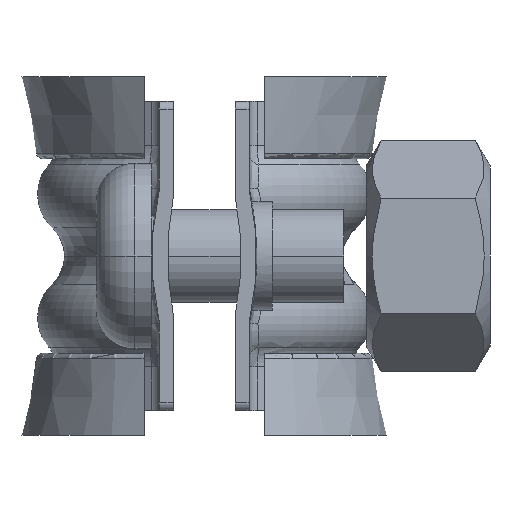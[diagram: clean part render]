
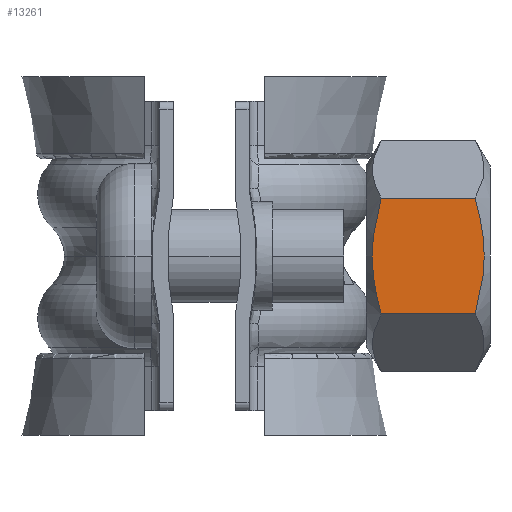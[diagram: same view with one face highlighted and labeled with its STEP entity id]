
A CAD part, left-side view. The second image highlights one B-rep face of the part: STEP entity #13261.
In plain terms, the highlighted planar face has unit normal (-1, 0, 0).
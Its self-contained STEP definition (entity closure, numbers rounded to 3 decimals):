
#499 = CARTESIAN_POINT ( 'NONE',  ( -6.5, -10.867, -0.642 ) ) ;
#838 = CARTESIAN_POINT ( 'NONE',  ( -6.5, -17.712, 3.142 ) ) ;
#1253 = CARTESIAN_POINT ( 'NONE',  ( -6.5, -11.447, 3.753 ) ) ;
#1468 = AXIS2_PLACEMENT_3D ( 'NONE', #8906, #13282, #2375 ) ;
#1585 = CARTESIAN_POINT ( 'NONE',  ( -6.5, -10.923, -1.276 ) ) ;
#1712 = CARTESIAN_POINT ( 'NONE',  ( -6.5, -17.536, 3.753 ) ) ;
#2375 = DIRECTION ( 'NONE',  ( 0., 0., 1. ) ) ;
#2987 = CARTESIAN_POINT ( 'NONE',  ( -6.5, -17.888, -2.531 ) ) ;
#3005 = EDGE_CURVE ( 'NONE', #7808, #12618, #8794, .T. ) ;
#3061 = CARTESIAN_POINT ( 'NONE',  ( -6.5, -17.536, 3.753 ) ) ;
#3202 = CARTESIAN_POINT ( 'NONE',  ( -6.5, -17.536, -3.753 ) ) ;
#3509 = CARTESIAN_POINT ( 'NONE',  ( -6.5, -11.447, 3.753 ) ) ;
#4326 = CARTESIAN_POINT ( 'NONE',  ( -6.5, 48.003, -3.753 ) ) ;
#4334 = CARTESIAN_POINT ( 'NONE',  ( -6.5, -18.116, 0.642 ) ) ;
#4505 = FACE_OUTER_BOUND ( 'NONE', #12874, .T. ) ;
#4519 = VECTOR ( 'NONE', #5619, 1000. ) ;
#4713 = CARTESIAN_POINT ( 'NONE',  ( -6.5, -11.447, -3.753 ) ) ;
#4871 = CARTESIAN_POINT ( 'NONE',  ( -6.5, -11.125, -2.526 ) ) ;
#4929 = VERTEX_POINT ( 'NONE', #1712 ) ;
#5290 = ORIENTED_EDGE ( 'NONE', *, *, #3005, .T. ) ;
#5476 = LINE ( 'NONE', #9017, #6220 ) ;
#5619 = DIRECTION ( 'NONE',  ( 0., -1., 0. ) ) ;
#5890 = ORIENTED_EDGE ( 'NONE', *, *, #9256, .T. ) ;
#6213 = ORIENTED_EDGE ( 'NONE', *, *, #13350, .T. ) ;
#6220 = VECTOR ( 'NONE', #13390, 1000. ) ;
#7808 = VERTEX_POINT ( 'NONE', #13053 ) ;
#8117 = CARTESIAN_POINT ( 'NONE',  ( -6.5, -11.094, 2.531 ) ) ;
#8269 = EDGE_CURVE ( 'NONE', #8695, #4929, #5476, .T. ) ;
#8656 = CARTESIAN_POINT ( 'NONE',  ( -6.5, -17.858, 2.526 ) ) ;
#8695 = VERTEX_POINT ( 'NONE', #1253 ) ;
#8794 = LINE ( 'NONE', #4326, #4519 ) ;
#8906 = CARTESIAN_POINT ( 'NONE',  ( -6.5, 48.003, 3.753 ) ) ;
#9017 = CARTESIAN_POINT ( 'NONE',  ( -6.5, 48.003, 3.753 ) ) ;
#9256 = EDGE_CURVE ( 'NONE', #12618, #4929, #9767, .T. ) ;
#9479 = B_SPLINE_CURVE_WITH_KNOTS ( 'NONE', 3,
 ( #3509, #8117, #13638, #499, #1585, #4871, #11426, #4713 ),
 .UNSPECIFIED., .F., .F.,
 ( 4, 2, 2, 4 ),
 ( 0.008, 0.012, 0.014, 0.016 ),
 .UNSPECIFIED. ) ;
#9767 = B_SPLINE_CURVE_WITH_KNOTS ( 'NONE', 3,
 ( #10823, #2987, #14046, #4334, #13030, #8656, #838, #3061 ),
 .UNSPECIFIED., .F., .F.,
 ( 4, 2, 2, 4 ),
 ( 0.008, 0.012, 0.014, 0.016 ),
 .UNSPECIFIED. ) ;
#10823 = CARTESIAN_POINT ( 'NONE',  ( -6.5, -17.536, -3.753 ) ) ;
#11426 = CARTESIAN_POINT ( 'NONE',  ( -6.5, -11.271, -3.142 ) ) ;
#12216 = PLANE ( 'NONE',  #1468 ) ;
#12618 = VERTEX_POINT ( 'NONE', #3202 ) ;
#12874 = EDGE_LOOP ( 'NONE', ( #6213, #5290, #5890, #13176 ) ) ;
#13030 = CARTESIAN_POINT ( 'NONE',  ( -6.5, -18.06, 1.276 ) ) ;
#13053 = CARTESIAN_POINT ( 'NONE',  ( -6.5, -11.447, -3.753 ) ) ;
#13176 = ORIENTED_EDGE ( 'NONE', *, *, #8269, .F. ) ;
#13261 = ADVANCED_FACE ( 'NONE', ( #4505 ), #12216, .T. ) ;
#13282 = DIRECTION ( 'NONE',  ( -1., 0., 0. ) ) ;
#13350 = EDGE_CURVE ( 'NONE', #8695, #7808, #9479, .T. ) ;
#13390 = DIRECTION ( 'NONE',  ( 0., -1., 0. ) ) ;
#13638 = CARTESIAN_POINT ( 'NONE',  ( -6.5, -10.867, 1.286 ) ) ;
#14046 = CARTESIAN_POINT ( 'NONE',  ( -6.5, -18.116, -1.286 ) ) ;
